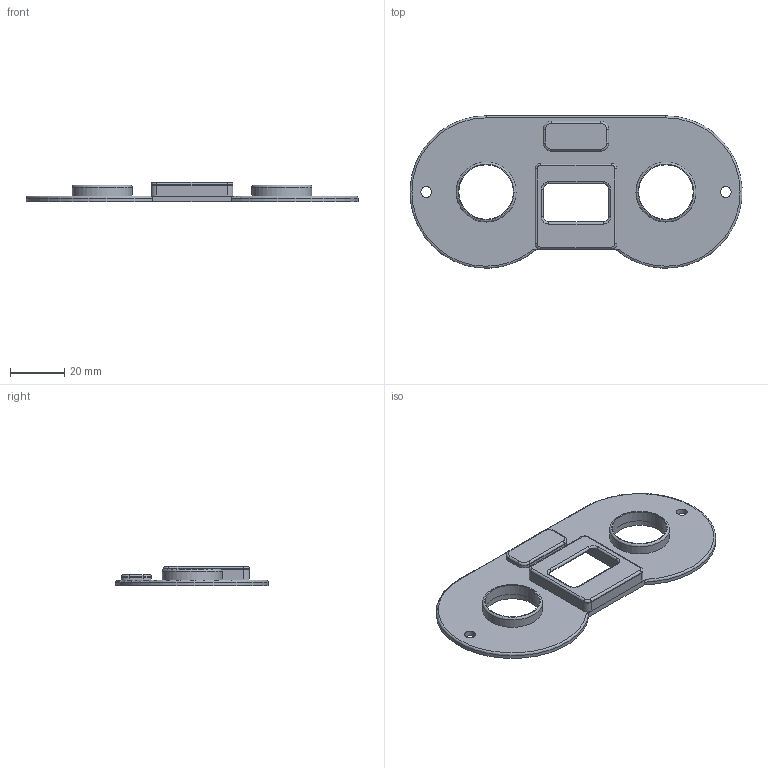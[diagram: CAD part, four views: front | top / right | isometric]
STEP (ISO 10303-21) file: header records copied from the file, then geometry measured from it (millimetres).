
FILE_DESCRIPTION(/* description */ (''),/* implementation_level */ '2;1');
FILE_NAME(/* name */ 'remote-control-lid.step',/* time_stamp */ '2024-08-21T09:12:07+02:00',/* author */ (''),/* organization */ (''),/* preprocessor_version */ 'ST-DEVELOPER v20',/* originating_system */ 'Autodesk Translation Framework v13.14.0.145',/* authorisation */ '');
FILE_SCHEMA (('AUTOMOTIVE_DESIGN { 1 0 10303 214 3 1 1 }'));
Length unit declared in the file: millimetre
Products named in the file (1): lid
Bounding box: 121.9 x 55.96 x 7 mm (x, y, z)
Volume: 10236.9 mm3; surface area: 14177.1 mm2
Topology: 7 solids, 7 shells, 119 faces, 287 edges, 182 vertices
Faces by surface type: plane 52, cylinder 51, torus 16
Full cylindrical faces by diameter (mm): 4 x2, 20 x4, 22 x2
Entity records: 3562 total; most frequent: DIRECTION 645, CARTESIAN_POINT 607, ORIENTED_EDGE 574, EDGE_CURVE 287, AXIS2_PLACEMENT_3D 240, VERTEX_POINT 182, LINE 165, VECTOR 165
